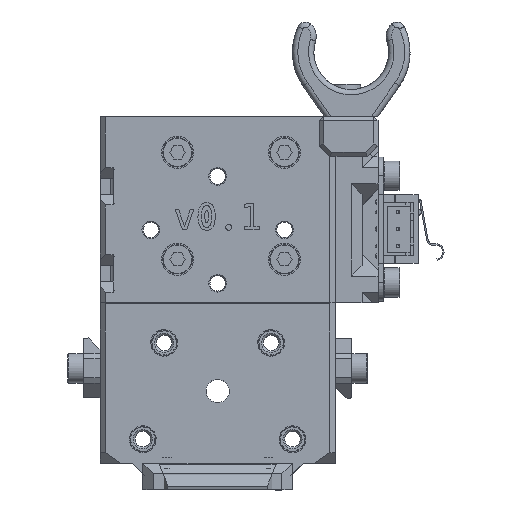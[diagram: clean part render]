
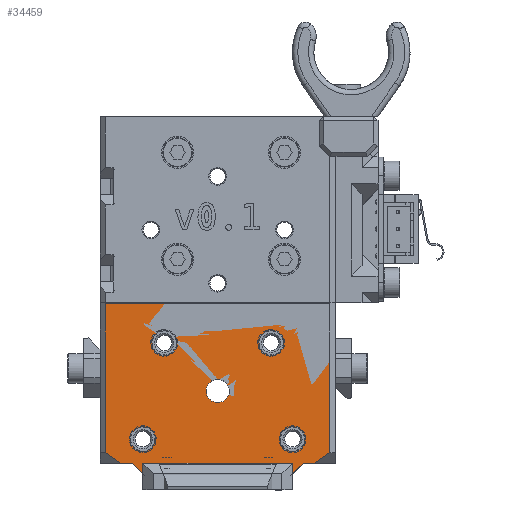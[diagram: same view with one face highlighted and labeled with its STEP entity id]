
A CAD part, top view. The second image highlights one B-rep face of the part: STEP entity #34459.
In plain terms, the highlighted face is planar.
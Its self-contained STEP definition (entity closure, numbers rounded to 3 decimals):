
#2041=FACE_BOUND('',#5019,.T.);
#2042=FACE_BOUND('',#5020,.T.);
#2043=FACE_BOUND('',#5021,.T.);
#2044=FACE_BOUND('',#5022,.T.);
#2045=FACE_BOUND('',#5023,.T.);
#2981=FACE_OUTER_BOUND('',#5018,.T.);
#5018=EDGE_LOOP('',(#26624,#26625,#26626,#26627,#26628,#26629,#26630,#26631,
#26632,#26633,#26634,#26635,#26636,#26637));
#5019=EDGE_LOOP('',(#26638));
#5020=EDGE_LOOP('',(#26639));
#5021=EDGE_LOOP('',(#26640));
#5022=EDGE_LOOP('',(#26641));
#5023=EDGE_LOOP('',(#26642));
#6438=CIRCLE('',#36255,2.35);
#6441=CIRCLE('',#36260,2.35);
#6444=CIRCLE('',#36265,2.35);
#6447=CIRCLE('',#36270,2.35);
#6476=CIRCLE('',#36422,2.175);
#8602=LINE('',#54160,#12143);
#8606=LINE('',#54167,#12147);
#8609=LINE('',#54179,#12150);
#8614=LINE('',#54190,#12155);
#8615=LINE('',#54191,#12156);
#8616=LINE('',#54192,#12157);
#8617=LINE('',#54194,#12158);
#8618=LINE('',#54196,#12159);
#8619=LINE('',#54197,#12160);
#8620=LINE('',#54199,#12161);
#8621=LINE('',#54201,#12162);
#8622=LINE('',#54203,#12163);
#8623=LINE('',#54205,#12164);
#8624=LINE('',#54206,#12165);
#12143=VECTOR('',#41127,1000.);
#12147=VECTOR('',#41131,1000.);
#12150=VECTOR('',#41140,1000.);
#12155=VECTOR('',#41147,1000.);
#12156=VECTOR('',#41148,1000.);
#12157=VECTOR('',#41149,1000.);
#12158=VECTOR('',#41150,1000.);
#12159=VECTOR('',#41151,1000.);
#12160=VECTOR('',#41152,1000.);
#12161=VECTOR('',#41153,1000.);
#12162=VECTOR('',#41154,1000.);
#12163=VECTOR('',#41155,1000.);
#12164=VECTOR('',#41156,1000.);
#12165=VECTOR('',#41157,1000.);
#15205=VERTEX_POINT('',#53102);
#15208=VERTEX_POINT('',#53111);
#15211=VERTEX_POINT('',#53120);
#15214=VERTEX_POINT('',#53129);
#15607=VERTEX_POINT('',#54152);
#15610=VERTEX_POINT('',#54157);
#15611=VERTEX_POINT('',#54159);
#15614=VERTEX_POINT('',#54165);
#15619=VERTEX_POINT('',#54176);
#15620=VERTEX_POINT('',#54178);
#15624=VERTEX_POINT('',#54188);
#15625=VERTEX_POINT('',#54189);
#15626=VERTEX_POINT('',#54193);
#15627=VERTEX_POINT('',#54195);
#15628=VERTEX_POINT('',#54198);
#15629=VERTEX_POINT('',#54200);
#15630=VERTEX_POINT('',#54202);
#15631=VERTEX_POINT('',#54204);
#15632=VERTEX_POINT('',#54207);
#19103=EDGE_CURVE('',#15205,#15205,#6438,.T.);
#19107=EDGE_CURVE('',#15208,#15208,#6441,.T.);
#19111=EDGE_CURVE('',#15211,#15211,#6444,.T.);
#19115=EDGE_CURVE('',#15214,#15214,#6447,.T.);
#19631=EDGE_CURVE('',#15610,#15611,#8602,.T.);
#19635=EDGE_CURVE('',#15614,#15607,#8606,.T.);
#19640=EDGE_CURVE('',#15620,#15619,#8609,.T.);
#19645=EDGE_CURVE('',#15624,#15625,#8614,.T.);
#19646=EDGE_CURVE('',#15624,#15620,#8615,.T.);
#19647=EDGE_CURVE('',#15619,#15611,#8616,.F.);
#19648=EDGE_CURVE('',#15610,#15626,#8617,.T.);
#19649=EDGE_CURVE('',#15626,#15627,#8618,.F.);
#19650=EDGE_CURVE('',#15627,#15607,#8619,.F.);
#19651=EDGE_CURVE('',#15614,#15628,#8620,.T.);
#19652=EDGE_CURVE('',#15628,#15629,#8621,.T.);
#19653=EDGE_CURVE('',#15629,#15630,#8622,.T.);
#19654=EDGE_CURVE('',#15630,#15631,#8623,.T.);
#19655=EDGE_CURVE('',#15631,#15625,#8624,.T.);
#19656=EDGE_CURVE('',#15632,#15632,#6476,.T.);
#26624=ORIENTED_EDGE('',*,*,#19645,.F.);
#26625=ORIENTED_EDGE('',*,*,#19646,.T.);
#26626=ORIENTED_EDGE('',*,*,#19640,.T.);
#26627=ORIENTED_EDGE('',*,*,#19647,.T.);
#26628=ORIENTED_EDGE('',*,*,#19631,.F.);
#26629=ORIENTED_EDGE('',*,*,#19648,.T.);
#26630=ORIENTED_EDGE('',*,*,#19649,.T.);
#26631=ORIENTED_EDGE('',*,*,#19650,.T.);
#26632=ORIENTED_EDGE('',*,*,#19635,.F.);
#26633=ORIENTED_EDGE('',*,*,#19651,.T.);
#26634=ORIENTED_EDGE('',*,*,#19652,.T.);
#26635=ORIENTED_EDGE('',*,*,#19653,.T.);
#26636=ORIENTED_EDGE('',*,*,#19654,.T.);
#26637=ORIENTED_EDGE('',*,*,#19655,.T.);
#26638=ORIENTED_EDGE('',*,*,#19103,.T.);
#26639=ORIENTED_EDGE('',*,*,#19107,.T.);
#26640=ORIENTED_EDGE('',*,*,#19111,.T.);
#26641=ORIENTED_EDGE('',*,*,#19115,.T.);
#26642=ORIENTED_EDGE('',*,*,#19656,.F.);
#32913=PLANE('',#36421);
#34459=ADVANCED_FACE('',(#2981,#2041,#2042,#2043,#2044,#2045),#32913,.T.);
#36255=AXIS2_PLACEMENT_3D('',#53103,#40313,#40314);
#36260=AXIS2_PLACEMENT_3D('',#53112,#40324,#40325);
#36265=AXIS2_PLACEMENT_3D('',#53121,#40335,#40336);
#36270=AXIS2_PLACEMENT_3D('',#53130,#40346,#40347);
#36421=AXIS2_PLACEMENT_3D('',#54187,#41145,#41146);
#36422=AXIS2_PLACEMENT_3D('',#54208,#41158,#41159);
#40313=DIRECTION('center_axis',(0.,1.,0.));
#40314=DIRECTION('ref_axis',(1.,0.,0.));
#40324=DIRECTION('center_axis',(0.,1.,0.));
#40325=DIRECTION('ref_axis',(1.,0.,0.));
#40335=DIRECTION('center_axis',(0.,1.,0.));
#40336=DIRECTION('ref_axis',(1.,0.,0.));
#40346=DIRECTION('center_axis',(0.,1.,0.));
#40347=DIRECTION('ref_axis',(1.,0.,0.));
#41127=DIRECTION('',(1.,0.,0.));
#41131=DIRECTION('',(1.,0.,0.));
#41140=DIRECTION('',(-1.,0.,0.));
#41145=DIRECTION('center_axis',(0.,-1.,0.));
#41146=DIRECTION('ref_axis',(-1.,0.,0.));
#41147=DIRECTION('',(0.,0.,-1.));
#41148=DIRECTION('',(-0.816,0.,0.577));
#41149=DIRECTION('',(0.707,0.,-0.707));
#41150=DIRECTION('',(0.,0.,-1.));
#41151=DIRECTION('',(1.,0.,0.));
#41152=DIRECTION('',(0.,0.,-1.));
#41153=DIRECTION('',(-0.707,0.,-0.707));
#41154=DIRECTION('',(-1.,0.,0.));
#41155=DIRECTION('',(-0.816,0.,-0.577));
#41156=DIRECTION('',(0.,0.,-1.));
#41157=DIRECTION('',(1.,0.,0.));
#41158=DIRECTION('center_axis',(0.,-1.,0.));
#41159=DIRECTION('ref_axis',(-1.,0.,0.));
#53102=CARTESIAN_POINT('',(-12.35,-36.603,31.339));
#53103=CARTESIAN_POINT('Origin',(-10.,-36.603,31.339));
#53111=CARTESIAN_POINT('',(11.65,-36.603,49.339));
#53112=CARTESIAN_POINT('Origin',(14.,-36.603,49.339));
#53120=CARTESIAN_POINT('',(7.65,-36.603,31.339));
#53121=CARTESIAN_POINT('Origin',(10.,-36.603,31.339));
#53129=CARTESIAN_POINT('',(-16.35,-36.603,49.339));
#53130=CARTESIAN_POINT('Origin',(-14.,-36.603,49.339));
#54152=CARTESIAN_POINT('',(-10.92,-36.603,58.839));
#54157=CARTESIAN_POINT('',(10.92,-36.603,58.839));
#54159=CARTESIAN_POINT('',(11.,-36.603,58.839));
#54160=CARTESIAN_POINT('',(0.,-36.603,58.839));
#54165=CARTESIAN_POINT('',(-11.,-36.603,58.839));
#54167=CARTESIAN_POINT('',(0.,-36.603,58.839));
#54176=CARTESIAN_POINT('',(16.,-36.603,53.839));
#54178=CARTESIAN_POINT('',(18.172,-36.603,53.839));
#54179=CARTESIAN_POINT('',(-11.,-36.603,53.839));
#54187=CARTESIAN_POINT('Origin',(-11.,-36.603,53.839));
#54188=CARTESIAN_POINT('',(21.,-36.603,51.839));
#54189=CARTESIAN_POINT('',(21.,-36.603,24.039));
#54190=CARTESIAN_POINT('',(21.,-36.603,53.839));
#54191=CARTESIAN_POINT('',(-1.276,-36.603,67.59));
#54192=CARTESIAN_POINT('',(16.,-36.603,53.839));
#54193=CARTESIAN_POINT('',(10.92,-36.603,54.039));
#54194=CARTESIAN_POINT('',(10.92,-36.603,58.839));
#54195=CARTESIAN_POINT('',(-10.92,-36.603,54.039));
#54196=CARTESIAN_POINT('',(0.,-36.603,54.039));
#54197=CARTESIAN_POINT('',(-10.92,-36.603,58.839));
#54198=CARTESIAN_POINT('',(-16.,-36.603,53.839));
#54199=CARTESIAN_POINT('',(-11.,-36.603,58.839));
#54200=CARTESIAN_POINT('',(-18.172,-36.603,53.839));
#54201=CARTESIAN_POINT('',(-11.,-36.603,53.839));
#54202=CARTESIAN_POINT('',(-21.,-36.603,51.839));
#54203=CARTESIAN_POINT('',(-13.391,-36.603,57.219));
#54204=CARTESIAN_POINT('',(-21.,-36.603,24.039));
#54205=CARTESIAN_POINT('',(-21.,-36.603,53.839));
#54206=CARTESIAN_POINT('',(21.,-36.603,24.039));
#54207=CARTESIAN_POINT('',(-2.175,-36.603,40.339));
#54208=CARTESIAN_POINT('Origin',(0.,-36.603,
40.339));
